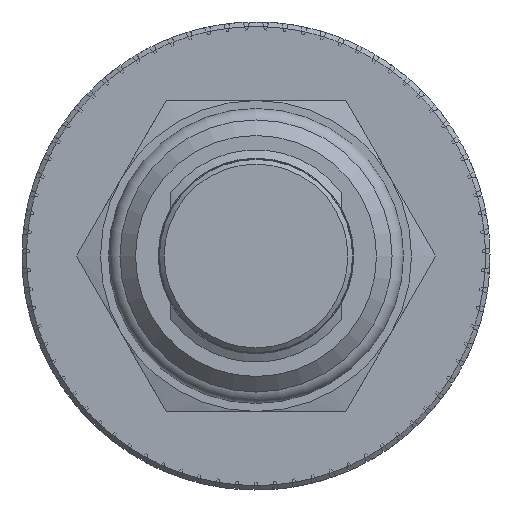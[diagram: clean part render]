
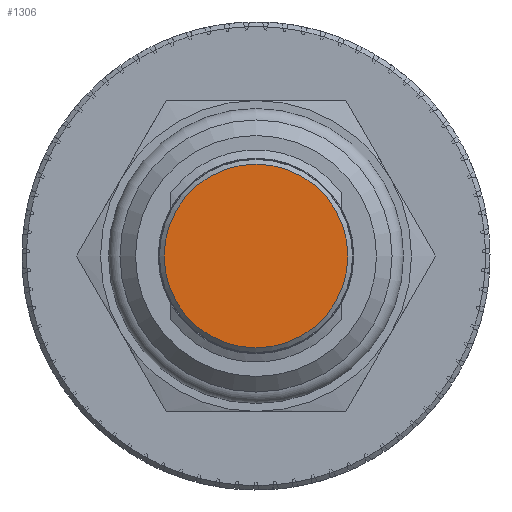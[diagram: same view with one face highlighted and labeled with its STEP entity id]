
A CAD part, front view. The second image highlights one B-rep face of the part: STEP entity #1306.
In plain terms, the highlighted planar face has unit normal (0, -1, 0).
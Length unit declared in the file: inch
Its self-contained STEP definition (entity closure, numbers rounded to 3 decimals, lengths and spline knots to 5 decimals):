
#1290=CARTESIAN_POINT('',(0.0,-2.473,0.0));
#1291=DIRECTION('',(0.0,-1.0,0.0));
#1292=DIRECTION('',(-1.0,0.0,0.0));
#1293=AXIS2_PLACEMENT_3D('',#1290,#1291,#1292);
#1294=PLANE('',#1293);
#1295=CARTESIAN_POINT('',(0.,-2.473,-0.2955));
#1296=VERTEX_POINT('',#1295);
#1297=CARTESIAN_POINT('',(0.0,-2.473,0.0));
#1298=DIRECTION('',(0.0,1.0,0.0));
#1299=DIRECTION('',(0.0,0.0,1.0));
#1300=AXIS2_PLACEMENT_3D('',#1297,#1298,#1299);
#1301=CIRCLE('',#1300,0.2955);
#1302=EDGE_CURVE('',#1296,#1296,#1301,.T.);
#1303=ORIENTED_EDGE('',*,*,#1302,.F.);
#1304=EDGE_LOOP('',(#1303));
#1305=FACE_OUTER_BOUND('',#1304,.T.);
#1306=ADVANCED_FACE('',(#1305),#1294,.T.);
